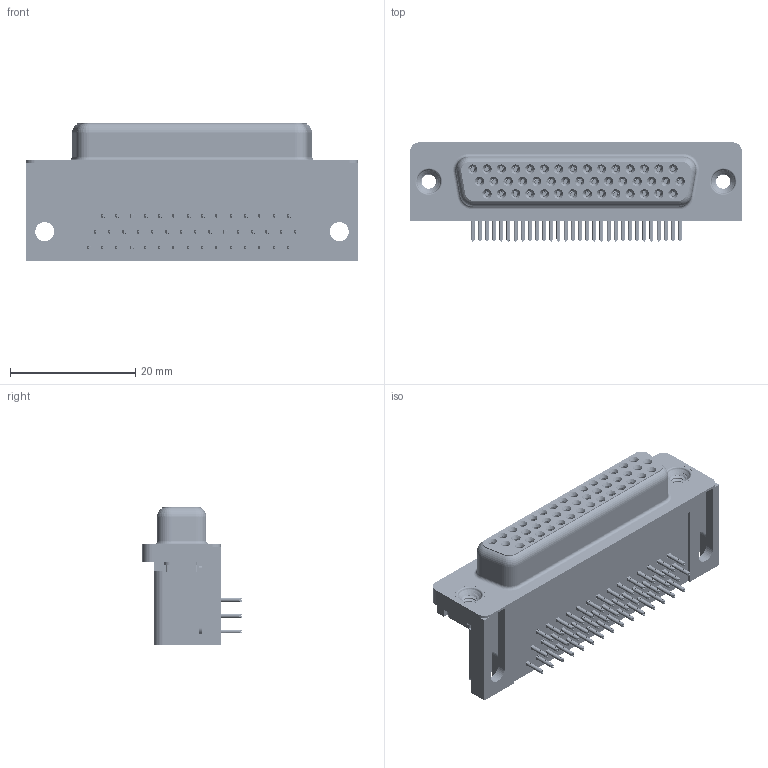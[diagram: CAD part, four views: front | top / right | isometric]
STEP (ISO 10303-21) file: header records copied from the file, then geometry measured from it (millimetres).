
FILE_DESCRIPTION (( 'STEP AP203' ), '1' );
FILE_NAME ('MHHDR-44FNS-C1.STEP', '2025-11-27T20:35:27', ( '' ), ( '' ), 'SwSTEP 2.0', 'SolidWorks 2023', '' );
FILE_SCHEMA (( 'CONFIG_CONTROL_DESIGN' ));
Length unit declared in the file: millimetre
Products named in the file (8): MHHDR Housing_44 Socket; MHHDR Thru Hole Board Mount; MHHDR Contact Middle; MHHDR Shell_44 Socket; MHHDR-44FNS-C1; MHHDR Contact Bottom; MHHDR Contact Top; MHHDR 4-40 Threaded Rivet
Assembly tree (50 placements, depth 2):
  MHHDR-44FNS-C1
    MHHDR Housing_44 Socket
    MHHDR Shell_44 Socket
    MHHDR Contact Bottom  x14
    MHHDR Contact Middle  x15
    MHHDR Contact Top  x15
    MHHDR Thru Hole Board Mount  x2
    MHHDR 4-40 Threaded Rivet  x2
Bounding box: 53.04 x 15.85 x 22 mm (x, y, z)
Volume: 9335.2 mm3; surface area: 13276.8 mm2
Topology: 50 solids, 50 shells, 6535 faces, 17180 edges, 10782 vertices
Faces by surface type: plane 2927, bspline 1534, cylinder 1496, cone 540, torus 38
Entity records: 44665 total; most frequent: CARTESIAN_POINT 13484, ORIENTED_EDGE 6180, DIRECTION 5675, EDGE_CURVE 3090, VECTOR 2081, LINE 2081, VERTEX_POINT 1974, AXIS2_PLACEMENT_3D 1797
